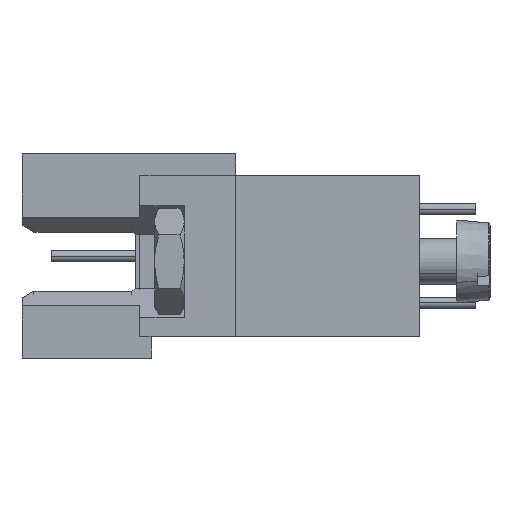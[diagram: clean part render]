
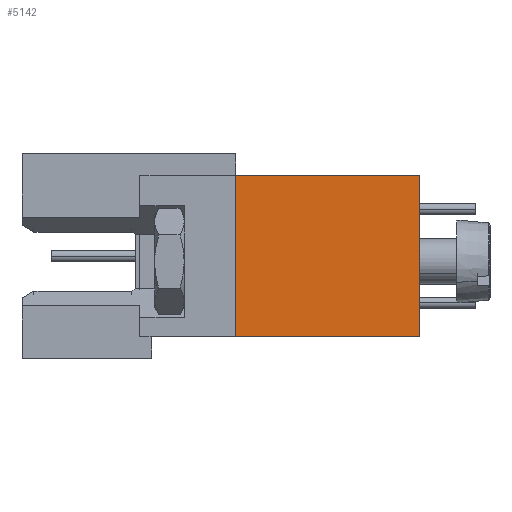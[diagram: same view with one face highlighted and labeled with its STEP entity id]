
A CAD part, left-side view. The second image highlights one B-rep face of the part: STEP entity #5142.
In plain terms, the highlighted planar face has unit normal (-1, 0, 0).
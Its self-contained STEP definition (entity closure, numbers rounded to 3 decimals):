
#12 = VERTEX_POINT ( 'NONE', #3832 ) ;
#75 = CARTESIAN_POINT ( 'NONE',  ( -47.5, 10., 4.375 ) ) ;
#1222 = LINE ( 'NONE', #5720, #1859 ) ;
#1423 = CARTESIAN_POINT ( 'NONE',  ( -47.5, 10., 4.375 ) ) ;
#1623 = ORIENTED_EDGE ( 'NONE', *, *, #9220, .F. ) ;
#1859 = VECTOR ( 'NONE', #11407, 1000. ) ;
#2036 = LINE ( 'NONE', #1423, #9330 ) ;
#2194 = EDGE_LOOP ( 'NONE', ( #7078, #2542, #1623, #4986 ) ) ;
#2542 = ORIENTED_EDGE ( 'NONE', *, *, #12227, .F. ) ;
#2663 = CARTESIAN_POINT ( 'NONE',  ( -47.5, 0., -4.375 ) ) ;
#2939 = VERTEX_POINT ( 'NONE', #2663 ) ;
#3420 = DIRECTION ( 'NONE',  ( 0., 0., 1. ) ) ;
#3832 = CARTESIAN_POINT ( 'NONE',  ( -47.5, 10., -4.375 ) ) ;
#4117 = CARTESIAN_POINT ( 'NONE',  ( -47.5, 10., -4.375 ) ) ;
#4626 = EDGE_CURVE ( 'NONE', #2939, #7560, #6549, .T. ) ;
#4986 = ORIENTED_EDGE ( 'NONE', *, *, #9140, .T. ) ;
#5142 = ADVANCED_FACE ( 'NONE', ( #9844 ), #12437, .F. ) ;
#5672 = VECTOR ( 'NONE', #5799, 1000. ) ;
#5720 = CARTESIAN_POINT ( 'NONE',  ( -47.5, 10., 4.375 ) ) ;
#5799 = DIRECTION ( 'NONE',  ( 0., 0., 1. ) ) ;
#6295 = CARTESIAN_POINT ( 'NONE',  ( -47.5, 10., 4.375 ) ) ;
#6549 = LINE ( 'NONE', #8627, #5672 ) ;
#7057 = LINE ( 'NONE', #4117, #10984 ) ;
#7077 = VERTEX_POINT ( 'NONE', #6295 ) ;
#7078 = ORIENTED_EDGE ( 'NONE', *, *, #4626, .T. ) ;
#7560 = VERTEX_POINT ( 'NONE', #9110 ) ;
#7626 = DIRECTION ( 'NONE',  ( 1., 0., 0. ) ) ;
#8627 = CARTESIAN_POINT ( 'NONE',  ( -47.5, 0., 4.375 ) ) ;
#9110 = CARTESIAN_POINT ( 'NONE',  ( -47.5, 0., 4.375 ) ) ;
#9140 = EDGE_CURVE ( 'NONE', #12, #2939, #7057, .T. ) ;
#9220 = EDGE_CURVE ( 'NONE', #12, #7077, #2036, .T. ) ;
#9330 = VECTOR ( 'NONE', #3420, 1000. ) ;
#9597 = DIRECTION ( 'NONE',  ( 0., 0., -1. ) ) ;
#9844 = FACE_OUTER_BOUND ( 'NONE', #2194, .T. ) ;
#9985 = AXIS2_PLACEMENT_3D ( 'NONE', #75, #7626, #9597 ) ;
#10984 = VECTOR ( 'NONE', #11863, 1000. ) ;
#11407 = DIRECTION ( 'NONE',  ( 0., -1., 0. ) ) ;
#11863 = DIRECTION ( 'NONE',  ( 0., -1., 0. ) ) ;
#12227 = EDGE_CURVE ( 'NONE', #7077, #7560, #1222, .T. ) ;
#12437 = PLANE ( 'NONE',  #9985 ) ;
